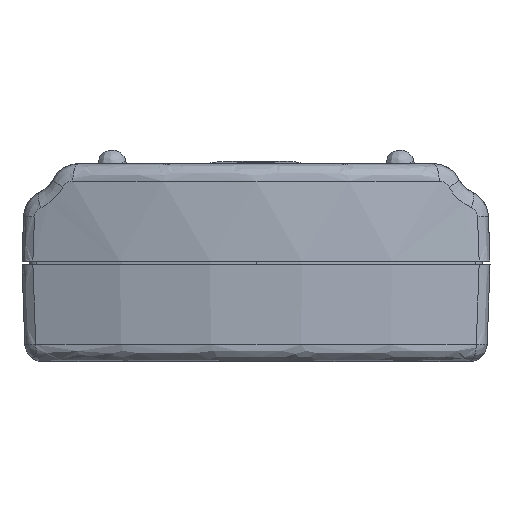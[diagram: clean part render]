
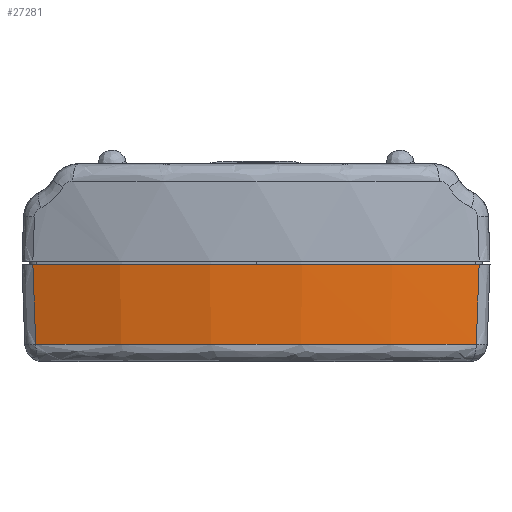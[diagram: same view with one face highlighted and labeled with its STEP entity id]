
A CAD part, front view. The second image highlights one B-rep face of the part: STEP entity #27281.
In plain terms, the highlighted conical face has half-angle 2 degrees and reference radius 78.5 mm.
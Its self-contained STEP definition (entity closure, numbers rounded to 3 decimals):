
#65 = CARTESIAN_POINT ( 'NONE',  ( -560.452, -1592.242, -25.763 ) ) ;
#135 = VERTEX_POINT ( 'NONE', #32467 ) ;
#3105 = DIRECTION ( 'NONE',  ( 1., 0., 0. ) ) ;
#5290 = AXIS2_PLACEMENT_3D ( 'NONE', #30032, #12135, #36048 ) ;
#5927 = VERTEX_POINT ( 'NONE', #26754 ) ;
#5928 = EDGE_CURVE ( 'NONE', #135, #14194, #24878, .T. ) ;
#6253 = CARTESIAN_POINT ( 'NONE',  ( -591.308, -1664.283, -29.458 ) ) ;
#8186 = AXIS2_PLACEMENT_3D ( 'NONE', #35748, #17844, #38782 ) ;
#8283 = ORIENTED_EDGE ( 'NONE', *, *, #29673, .T. ) ;
#8922 = CARTESIAN_POINT ( 'NONE',  ( -529.859, -1664.114, -36.85 ) ) ;
#9199 = ORIENTED_EDGE ( 'NONE', *, *, #28962, .T. ) ;
#9647 = B_SPLINE_CURVE_WITH_KNOTS ( 'NONE', 3,
 ( #8922, #26986, #12059, #32965 ),
 .UNSPECIFIED., .F., .F.,
 ( 4, 4 ),
 ( 0., 1. ),
 .UNSPECIFIED. ) ;
#10852 = CARTESIAN_POINT ( 'NONE',  ( -591.045, -1664.114, -36.85 ) ) ;
#12059 = CARTESIAN_POINT ( 'NONE',  ( -529.596, -1664.283, -29.458 ) ) ;
#12135 = DIRECTION ( 'NONE',  ( 0., 0., 1. ) ) ;
#12153 = CARTESIAN_POINT ( 'NONE',  ( -529.464, -1664.367, -25.763 ) ) ;
#13134 = CONICAL_SURFACE ( 'NONE', #5290, 78.5, 0.035 ) ;
#14194 = VERTEX_POINT ( 'NONE', #10852 ) ;
#15265 = CARTESIAN_POINT ( 'NONE',  ( -591.045, -1664.114, -36.85 ) ) ;
#15507 = AXIS2_PLACEMENT_3D ( 'NONE', #65, #20984, #3105 ) ;
#15877 = B_SPLINE_CURVE_WITH_KNOTS ( 'NONE', 3,
 ( #27176, #6253, #33174, #15265 ),
 .UNSPECIFIED., .F., .F.,
 ( 4, 4 ),
 ( 0., 1. ),
 .UNSPECIFIED. ) ;
#17844 = DIRECTION ( 'NONE',  ( 0., 0., -1. ) ) ;
#20984 = DIRECTION ( 'NONE',  ( 0., 0., -1. ) ) ;
#24817 = ORIENTED_EDGE ( 'NONE', *, *, #5928, .F. ) ;
#24856 = VERTEX_POINT ( 'NONE', #12153 ) ;
#24878 = CIRCLE ( 'NONE', #8186, 78.113 ) ;
#25236 = ORIENTED_EDGE ( 'NONE', *, *, #32946, .T. ) ;
#26436 = CIRCLE ( 'NONE', #15507, 78.5 ) ;
#26754 = CARTESIAN_POINT ( 'NONE',  ( -591.44, -1664.367, -25.763 ) ) ;
#26986 = CARTESIAN_POINT ( 'NONE',  ( -529.728, -1664.199, -33.154 ) ) ;
#27176 = CARTESIAN_POINT ( 'NONE',  ( -591.44, -1664.367, -25.763 ) ) ;
#27281 = ADVANCED_FACE ( 'NONE', ( #37919 ), #13134, .T. ) ;
#28500 = EDGE_LOOP ( 'NONE', ( #8283, #24817, #25236, #9199 ) ) ;
#28962 = EDGE_CURVE ( 'NONE', #24856, #5927, #26436, .T. ) ;
#29673 = EDGE_CURVE ( 'NONE', #5927, #14194, #15877, .T. ) ;
#30032 = CARTESIAN_POINT ( 'NONE',  ( -560.452, -1592.242, -25.763 ) ) ;
#32467 = CARTESIAN_POINT ( 'NONE',  ( -529.859, -1664.114, -36.85 ) ) ;
#32946 = EDGE_CURVE ( 'NONE', #135, #24856, #9647, .T. ) ;
#32965 = CARTESIAN_POINT ( 'NONE',  ( -529.464, -1664.367, -25.763 ) ) ;
#33174 = CARTESIAN_POINT ( 'NONE',  ( -591.176, -1664.199, -33.154 ) ) ;
#35748 = CARTESIAN_POINT ( 'NONE',  ( -560.452, -1592.242, -36.85 ) ) ;
#36048 = DIRECTION ( 'NONE',  ( 1., 0., 0. ) ) ;
#37919 = FACE_OUTER_BOUND ( 'NONE', #28500, .T. ) ;
#38782 = DIRECTION ( 'NONE',  ( 1., 0., 0. ) ) ;
